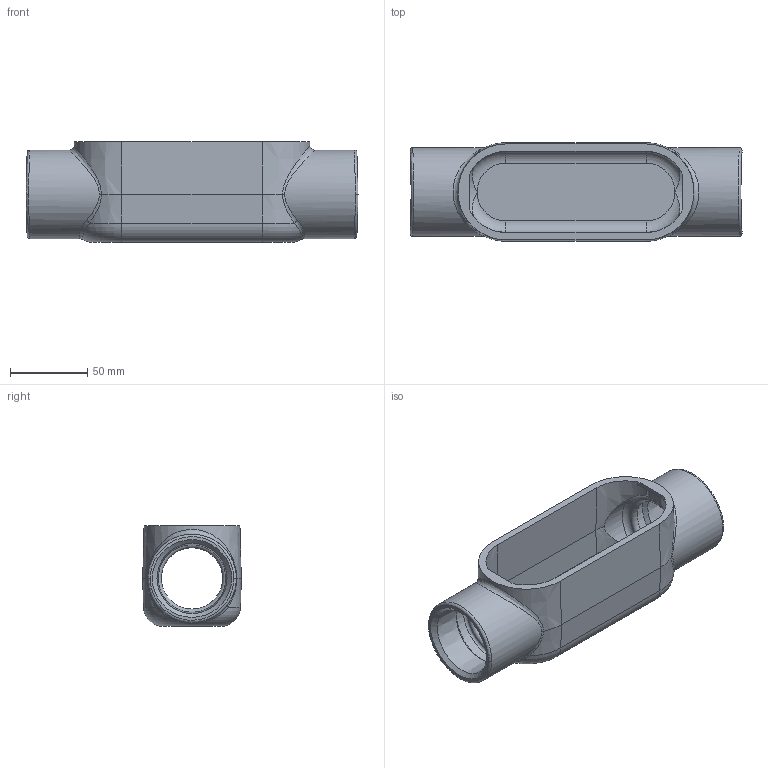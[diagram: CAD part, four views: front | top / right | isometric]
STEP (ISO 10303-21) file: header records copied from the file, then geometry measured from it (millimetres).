
FILE_DESCRIPTION(/* description */ (''),/* implementation_level */ '2;1');
FILE_NAME(/* name */ 'KIL_C57.stp',/* time_stamp */ '2019-02-15T09:35:09+05:00',/* author */ ('avenkatesan'),/* organization */ (''),/* preprocessor_version */ 'ST-DEVELOPER v17',/* originating_system */ 'Autodesk Inventor 2018',/* authorisation */ '');
FILE_SCHEMA (('AUTOMOTIVE_DESIGN { 1 0 10303 214 3 1 1 }'));
Length unit declared in the file: inch
Products named in the file (1): 17694
Bounding box: 214.51 x 63.71 x 65.07 mm (x, y, z)
Volume: 183579.8 mm3; surface area: 78927.9 mm2
Topology: 1 solids, 1 shells, 96 faces, 252 edges, 160 vertices
Faces by surface type: plane 30, cone 20, cylinder 18, bspline 16, torus 12
Full cylindrical faces by diameter (mm): 48.412 x2, 57.15 x2
Entity records: 6615 total; most frequent: CARTESIAN_POINT 4254, ORIENTED_EDGE 504, DIRECTION 472, EDGE_CURVE 252, AXIS2_PLACEMENT_3D 200, VERTEX_POINT 160, EDGE_LOOP 102, FACE_OUTER_BOUND 96
